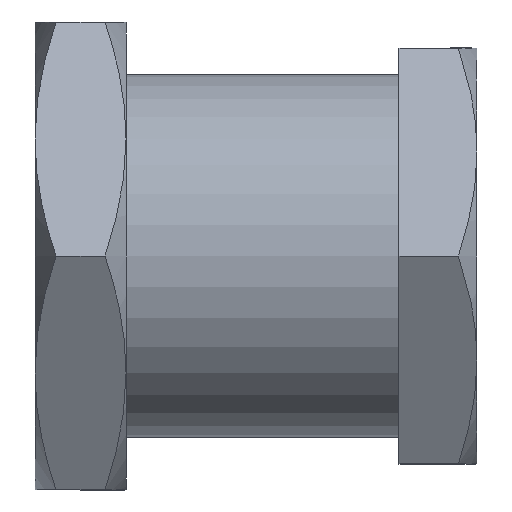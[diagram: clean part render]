
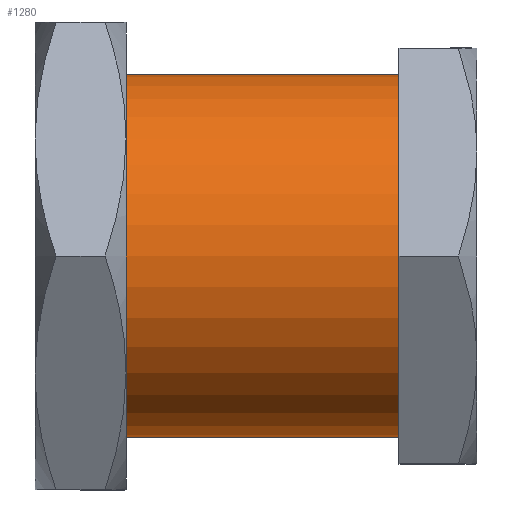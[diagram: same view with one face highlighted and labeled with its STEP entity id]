
A CAD part, left-side view. The second image highlights one B-rep face of the part: STEP entity #1280.
In plain terms, the highlighted cylindrical face has radius 13.95 mm (diameter 27.9 mm), a partial arc.
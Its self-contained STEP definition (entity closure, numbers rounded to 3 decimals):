
#44 = EDGE_CURVE ( 'NONE', #797, #129, #1190, .T. ) ;
#59 = LINE ( 'NONE', #1867, #216 ) ;
#98 = CARTESIAN_POINT ( 'NONE',  ( 0., 6., 13.95 ) ) ;
#129 = VERTEX_POINT ( 'NONE', #98 ) ;
#130 = DIRECTION ( 'NONE',  ( 0., -1., 0. ) ) ;
#196 = EDGE_CURVE ( 'NONE', #797, #210, #1657, .T. ) ;
#210 = VERTEX_POINT ( 'NONE', #1047 ) ;
#216 = VECTOR ( 'NONE', #919, 1000. ) ;
#256 = DIRECTION ( 'NONE',  ( 0., -1., 0. ) ) ;
#319 = VECTOR ( 'NONE', #256, 1000. ) ;
#372 = ORIENTED_EDGE ( 'NONE', *, *, #196, .T. ) ;
#449 = FACE_OUTER_BOUND ( 'NONE', #516, .T. ) ;
#506 = DIRECTION ( 'NONE',  ( 0., 0., -1. ) ) ;
#516 = EDGE_LOOP ( 'NONE', ( #585, #372, #925, #1671 ) ) ;
#542 = CARTESIAN_POINT ( 'NONE',  ( 0., 31.095, 0. ) ) ;
#585 = ORIENTED_EDGE ( 'NONE', *, *, #44, .F. ) ;
#668 = DIRECTION ( 'NONE',  ( 0., -1., 0. ) ) ;
#714 = CIRCLE ( 'NONE', #847, 13.95 ) ;
#718 = EDGE_CURVE ( 'NONE', #210, #1409, #59, .T. ) ;
#733 = EDGE_CURVE ( 'NONE', #129, #1409, #714, .T. ) ;
#751 = DIRECTION ( 'NONE',  ( 0., 0., -1. ) ) ;
#782 = AXIS2_PLACEMENT_3D ( 'NONE', #1364, #1376, #1199 ) ;
#797 = VERTEX_POINT ( 'NONE', #1155 ) ;
#847 = AXIS2_PLACEMENT_3D ( 'NONE', #1420, #130, #751 ) ;
#871 = CARTESIAN_POINT ( 'NONE',  ( 0., 6., -13.95 ) ) ;
#919 = DIRECTION ( 'NONE',  ( 0., -1., 0. ) ) ;
#925 = ORIENTED_EDGE ( 'NONE', *, *, #718, .T. ) ;
#1036 = CARTESIAN_POINT ( 'NONE',  ( 0., 0., 13.95 ) ) ;
#1047 = CARTESIAN_POINT ( 'NONE',  ( 0., 31.095, -13.95 ) ) ;
#1155 = CARTESIAN_POINT ( 'NONE',  ( 0., 31.095, 13.95 ) ) ;
#1190 = LINE ( 'NONE', #1036, #319 ) ;
#1199 = DIRECTION ( 'NONE',  ( 0., 0., -1. ) ) ;
#1280 = ADVANCED_FACE ( 'NONE', ( #449 ), #1425, .T. ) ;
#1364 = CARTESIAN_POINT ( 'NONE',  ( 0., 0., 0. ) ) ;
#1376 = DIRECTION ( 'NONE',  ( 0., -1., 0. ) ) ;
#1409 = VERTEX_POINT ( 'NONE', #871 ) ;
#1420 = CARTESIAN_POINT ( 'NONE',  ( 0., 6., 0. ) ) ;
#1425 = CYLINDRICAL_SURFACE ( 'NONE', #782, 13.95 ) ;
#1560 = AXIS2_PLACEMENT_3D ( 'NONE', #542, #668, #506 ) ;
#1657 = CIRCLE ( 'NONE', #1560, 13.95 ) ;
#1671 = ORIENTED_EDGE ( 'NONE', *, *, #733, .F. ) ;
#1867 = CARTESIAN_POINT ( 'NONE',  ( 0., 0., -13.95 ) ) ;
